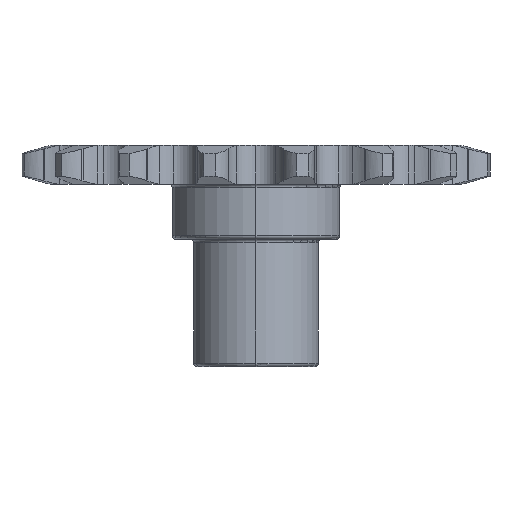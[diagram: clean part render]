
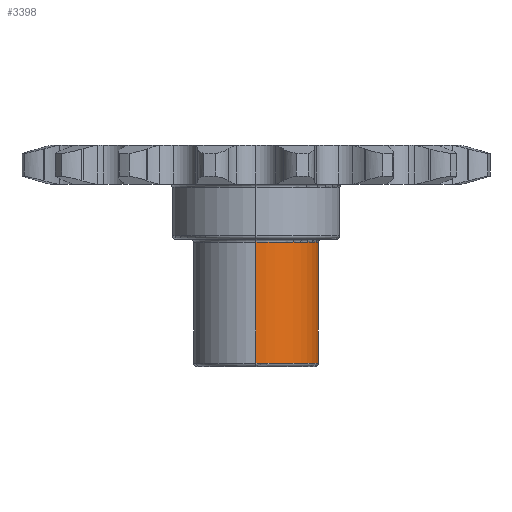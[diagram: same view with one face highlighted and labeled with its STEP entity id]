
A CAD part, left-side view. The second image highlights one B-rep face of the part: STEP entity #3398.
In plain terms, the highlighted cylindrical face has radius 4.763 mm (diameter 9.525 mm), a partial arc.
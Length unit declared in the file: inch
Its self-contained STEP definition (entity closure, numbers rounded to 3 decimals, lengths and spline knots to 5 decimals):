
#490 = AXIS2_PLACEMENT_3D ( 'NONE', #6251, #1015, #4806 ) ;
#502 = CARTESIAN_POINT ( 'NONE',  ( -0.1875, 0., 1.61917 ) ) ;
#568 = ORIENTED_EDGE ( 'NONE', *, *, #7031, .T. ) ;
#981 = DIRECTION ( 'NONE',  ( -1., 0., 0. ) ) ;
#1015 = DIRECTION ( 'NONE',  ( 0., 0., -1. ) ) ;
#1073 = CIRCLE ( 'NONE', #5556, 0.1875 ) ;
#1121 = VECTOR ( 'NONE', #4283, 39.37008 ) ;
#1451 = ORIENTED_EDGE ( 'NONE', *, *, #3498, .T. ) ;
#1551 = CARTESIAN_POINT ( 'NONE',  ( 0., 0., -0.645 ) ) ;
#1560 = DIRECTION ( 'NONE',  ( 0., 0., -1. ) ) ;
#1637 = EDGE_CURVE ( 'NONE', #3233, #6986, #2361, .T. ) ;
#1666 = DIRECTION ( 'NONE',  ( 0., 0., 1. ) ) ;
#1853 = DIRECTION ( 'NONE',  ( -1., 0., 0. ) ) ;
#2299 = CARTESIAN_POINT ( 'NONE',  ( -0.1875, 0., -0.2875 ) ) ;
#2361 = CIRCLE ( 'NONE', #2838, 0.1875 ) ;
#2522 = CARTESIAN_POINT ( 'NONE',  ( -0.03125, -0.18488, -0.2875 ) ) ;
#2697 = CARTESIAN_POINT ( 'NONE',  ( -0.03125, -0.18488, -0.645 ) ) ;
#2838 = AXIS2_PLACEMENT_3D ( 'NONE', #1551, #1666, #981 ) ;
#2854 = EDGE_CURVE ( 'NONE', #3481, #6986, #3972, .T. ) ;
#2999 = ORIENTED_EDGE ( 'NONE', *, *, #2854, .F. ) ;
#3233 = VERTEX_POINT ( 'NONE', #3278 ) ;
#3278 = CARTESIAN_POINT ( 'NONE',  ( -0.1875, 0., -0.645 ) ) ;
#3398 = ADVANCED_FACE ( 'NONE', ( #6861 ), #3969, .T. ) ;
#3481 = VERTEX_POINT ( 'NONE', #2522 ) ;
#3498 = EDGE_CURVE ( 'NONE', #3481, #5085, #1073, .T. ) ;
#3500 = CARTESIAN_POINT ( 'NONE',  ( 0., 0., -0.2875 ) ) ;
#3693 = EDGE_LOOP ( 'NONE', ( #1451, #568, #5941, #2999 ) ) ;
#3969 = CYLINDRICAL_SURFACE ( 'NONE', #490, 0.1875 ) ;
#3972 = LINE ( 'NONE', #6033, #5400 ) ;
#4016 = LINE ( 'NONE', #502, #1121 ) ;
#4283 = DIRECTION ( 'NONE',  ( 0., 0., -1. ) ) ;
#4806 = DIRECTION ( 'NONE',  ( -1., 0., 0. ) ) ;
#5085 = VERTEX_POINT ( 'NONE', #2299 ) ;
#5115 = DIRECTION ( 'NONE',  ( 0., 0., -1. ) ) ;
#5400 = VECTOR ( 'NONE', #1560, 39.37008 ) ;
#5556 = AXIS2_PLACEMENT_3D ( 'NONE', #3500, #5115, #1853 ) ;
#5941 = ORIENTED_EDGE ( 'NONE', *, *, #1637, .T. ) ;
#6033 = CARTESIAN_POINT ( 'NONE',  ( -0.03125, -0.18488, 1.61917 ) ) ;
#6251 = CARTESIAN_POINT ( 'NONE',  ( 0., 0., 1.61917 ) ) ;
#6861 = FACE_OUTER_BOUND ( 'NONE', #3693, .T. ) ;
#6986 = VERTEX_POINT ( 'NONE', #2697 ) ;
#7031 = EDGE_CURVE ( 'NONE', #5085, #3233, #4016, .T. ) ;
